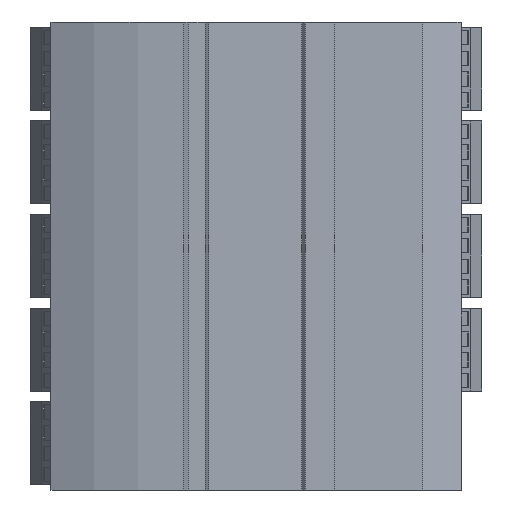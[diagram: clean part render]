
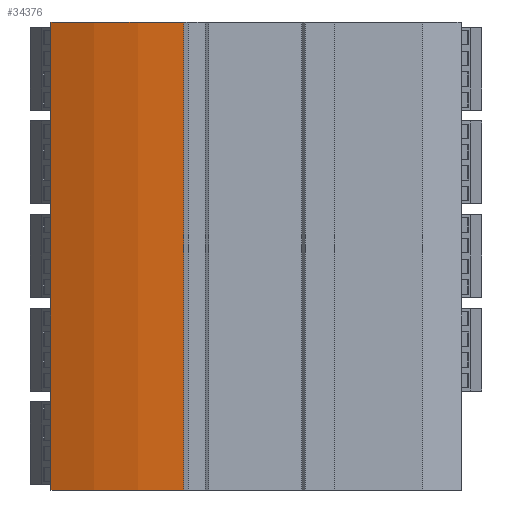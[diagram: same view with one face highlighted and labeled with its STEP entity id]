
A CAD part, left-side view. The second image highlights one B-rep face of the part: STEP entity #34376.
In plain terms, the highlighted cylindrical face has radius 80 mm (diameter 160 mm), a partial arc.
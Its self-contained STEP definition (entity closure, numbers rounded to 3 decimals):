
#306 = DIRECTION ( 'NONE',  ( 0., 0.049, -0.999 ) ) ;
#2445 = CARTESIAN_POINT ( 'NONE',  ( 56.5, 14.292, 19.875 ) ) ;
#6168 = VERTEX_POINT ( 'NONE', #33305 ) ;
#6310 = FACE_OUTER_BOUND ( 'NONE', #47340, .T. ) ;
#7216 = CYLINDRICAL_SURFACE ( 'NONE', #29526, 80. ) ;
#9284 = CARTESIAN_POINT ( 'NONE',  ( -56.5, 14.292, 19.875 ) ) ;
#10762 = VECTOR ( 'NONE', #30959, 1000. ) ;
#19516 = CARTESIAN_POINT ( 'NONE',  ( -56.5, 18.199, -60.03 ) ) ;
#20361 = CARTESIAN_POINT ( 'NONE',  ( -56.5, 18.199, -60.03 ) ) ;
#20728 = DIRECTION ( 'NONE',  ( 1., 0., 0. ) ) ;
#22477 = VERTEX_POINT ( 'NONE', #20361 ) ;
#23228 = AXIS2_PLACEMENT_3D ( 'NONE', #9284, #51764, #306 ) ;
#23835 = VERTEX_POINT ( 'NONE', #44168 ) ;
#25216 = CARTESIAN_POINT ( 'NONE',  ( -56.5, 14.292, 19.875 ) ) ;
#25681 = CARTESIAN_POINT ( 'NONE',  ( -56.5, 50.294, -51.567 ) ) ;
#26844 = ORIENTED_EDGE ( 'NONE', *, *, #60956, .F. ) ;
#28916 = EDGE_CURVE ( 'NONE', #6168, #23835, #56807, .T. ) ;
#29526 = AXIS2_PLACEMENT_3D ( 'NONE', #25216, #44133, #59918 ) ;
#30399 = ORIENTED_EDGE ( 'NONE', *, *, #38523, .T. ) ;
#30959 = DIRECTION ( 'NONE',  ( 1., 0., 0. ) ) ;
#32536 = AXIS2_PLACEMENT_3D ( 'NONE', #2445, #44918, #54528 ) ;
#33305 = CARTESIAN_POINT ( 'NONE',  ( -56.5, 50.294, -51.567 ) ) ;
#34376 = ADVANCED_FACE ( 'NONE', ( #6310 ), #7216, .T. ) ;
#35500 = CIRCLE ( 'NONE', #32536, 80. ) ;
#37131 = VECTOR ( 'NONE', #20728, 1000. ) ;
#38523 = EDGE_CURVE ( 'NONE', #22477, #6168, #60844, .T. ) ;
#42619 = ORIENTED_EDGE ( 'NONE', *, *, #60876, .F. ) ;
#43075 = LINE ( 'NONE', #19516, #10762 ) ;
#44133 = DIRECTION ( 'NONE',  ( -1., 0., 0. ) ) ;
#44168 = CARTESIAN_POINT ( 'NONE',  ( 56.5, 50.294, -51.567 ) ) ;
#44918 = DIRECTION ( 'NONE',  ( 1., 0., 0. ) ) ;
#47340 = EDGE_LOOP ( 'NONE', ( #57139, #26844, #42619, #30399 ) ) ;
#51764 = DIRECTION ( 'NONE',  ( 1., 0., 0. ) ) ;
#54528 = DIRECTION ( 'NONE',  ( 0., 0.049, -0.999 ) ) ;
#56807 = LINE ( 'NONE', #25681, #37131 ) ;
#57139 = ORIENTED_EDGE ( 'NONE', *, *, #28916, .T. ) ;
#57961 = VERTEX_POINT ( 'NONE', #61303 ) ;
#59918 = DIRECTION ( 'NONE',  ( 0., 0., -1. ) ) ;
#60844 = CIRCLE ( 'NONE', #23228, 80. ) ;
#60876 = EDGE_CURVE ( 'NONE', #22477, #57961, #43075, .T. ) ;
#60956 = EDGE_CURVE ( 'NONE', #57961, #23835, #35500, .T. ) ;
#61303 = CARTESIAN_POINT ( 'NONE',  ( 56.5, 18.199, -60.03 ) ) ;
